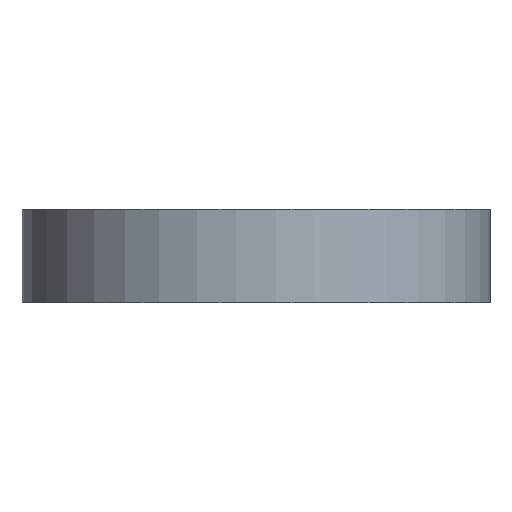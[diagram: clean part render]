
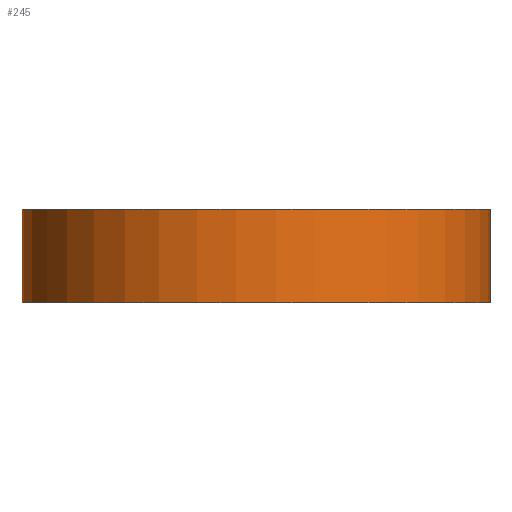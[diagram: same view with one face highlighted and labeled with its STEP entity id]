
A CAD part, left-side view. The second image highlights one B-rep face of the part: STEP entity #245.
In plain terms, the highlighted cylindrical face has radius 25 mm (diameter 50 mm), a partial arc.
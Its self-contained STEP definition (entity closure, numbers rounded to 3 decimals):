
#18=CYLINDRICAL_SURFACE('',#280,25.);
#22=CIRCLE('',#266,25.);
#25=CIRCLE('',#271,25.);
#39=FACE_OUTER_BOUND('',#52,.T.);
#52=EDGE_LOOP('',(#220,#221,#222,#223));
#75=LINE('',#413,#100);
#77=LINE('',#417,#102);
#100=VECTOR('',#341,10.);
#102=VECTOR('',#347,10.);
#116=VERTEX_POINT('',#381);
#117=VERTEX_POINT('',#383);
#122=VERTEX_POINT('',#398);
#123=VERTEX_POINT('',#400);
#140=EDGE_CURVE('',#116,#117,#22,.T.);
#149=EDGE_CURVE('',#123,#122,#25,.T.);
#155=EDGE_CURVE('',#123,#116,#75,.T.);
#157=EDGE_CURVE('',#122,#117,#77,.T.);
#220=ORIENTED_EDGE('',*,*,#149,.T.);
#221=ORIENTED_EDGE('',*,*,#157,.T.);
#222=ORIENTED_EDGE('',*,*,#140,.F.);
#223=ORIENTED_EDGE('',*,*,#155,.F.);
#245=ADVANCED_FACE('',(#39),#18,.T.);
#266=AXIS2_PLACEMENT_3D('',#384,#307,#308);
#271=AXIS2_PLACEMENT_3D('',#401,#323,#324);
#280=AXIS2_PLACEMENT_3D('',#418,#348,#349);
#307=DIRECTION('center_axis',(0.,0.,1.));
#308=DIRECTION('ref_axis',(0.214,0.977,0.));
#323=DIRECTION('center_axis',(0.,0.,1.));
#324=DIRECTION('ref_axis',(0.214,0.977,0.));
#341=DIRECTION('',(0.,0.,1.));
#347=DIRECTION('',(0.,0.,1.));
#348=DIRECTION('center_axis',(0.,0.,1.));
#349=DIRECTION('ref_axis',(-1.,0.,0.));
#381=CARTESIAN_POINT('',(-29.643,24.419,10.));
#383=CARTESIAN_POINT('',(-29.643,-24.419,10.));
#384=CARTESIAN_POINT('Origin',(-35.,0.,10.));
#398=CARTESIAN_POINT('',(-29.643,-24.419,0.));
#400=CARTESIAN_POINT('',(-29.643,24.419,0.));
#401=CARTESIAN_POINT('Origin',(-35.,0.,0.));
#413=CARTESIAN_POINT('',(-29.643,24.419,0.));
#417=CARTESIAN_POINT('',(-29.643,-24.419,0.));
#418=CARTESIAN_POINT('Origin',(-35.,0.,0.));
